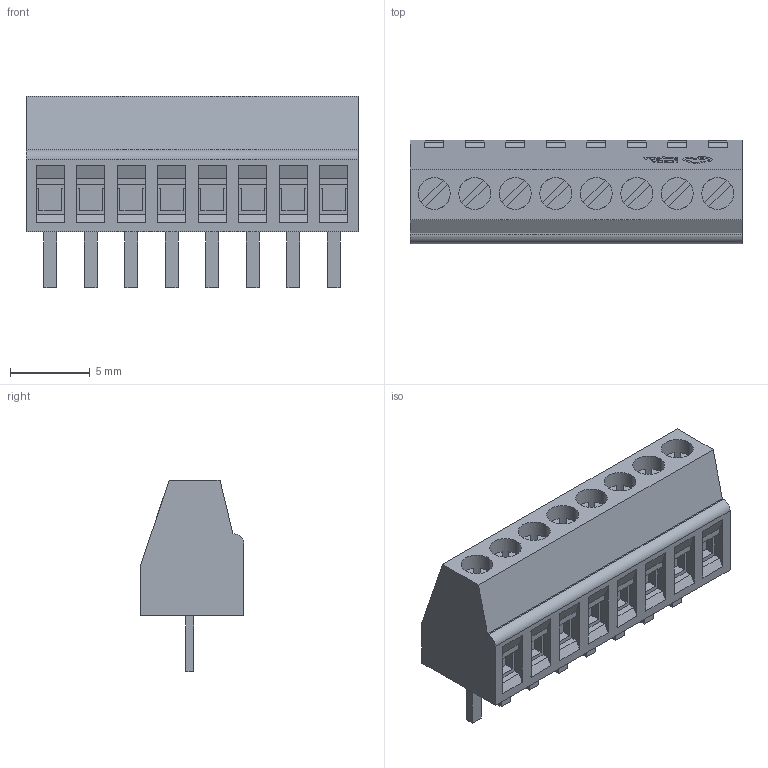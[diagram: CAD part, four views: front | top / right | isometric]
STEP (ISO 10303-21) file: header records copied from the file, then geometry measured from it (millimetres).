
FILE_DESCRIPTION (( 'STEP AP214' ), '1' );
FILE_NAME ('CONN-TH_XY308-2.54-8P.step', '2022-08-03T10:26:42', ( '' ), ( '' ), 'SwSTEP 2.0', 'SolidWorks 2020', '' );
FILE_SCHEMA (( 'AUTOMOTIVE_DESIGN' ));
Length unit declared in the file: millimetre
Products named in the file (1): CONN-TH_XY308-2.54-8P
Bounding box: 20.82 x 6.5 x 12 mm (x, y, z)
Volume: 908.5 mm3; surface area: 917.3 mm2
Topology: 14 solids, 14 shells, 557 faces, 1494 edges, 996 vertices
Faces by surface type: plane 418, bspline 114, cylinder 25
Entity records: 22746 total; most frequent: CARTESIAN_POINT 5410, ORIENTED_EDGE 2988, DIRECTION 2232, EDGE_CURVE 1494, VECTOR 1180, LINE 1180, VERTEX_POINT 996, EDGE_LOOP 600
